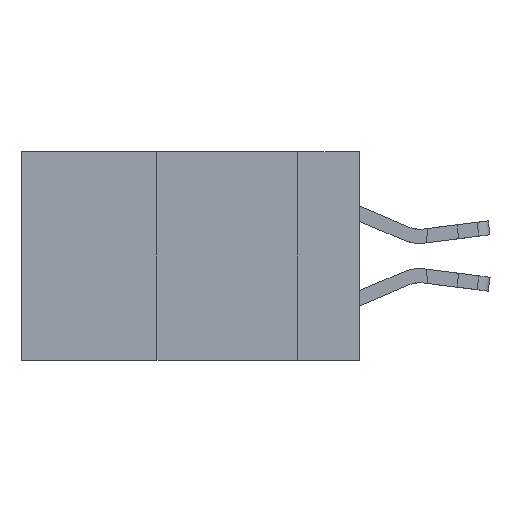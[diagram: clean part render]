
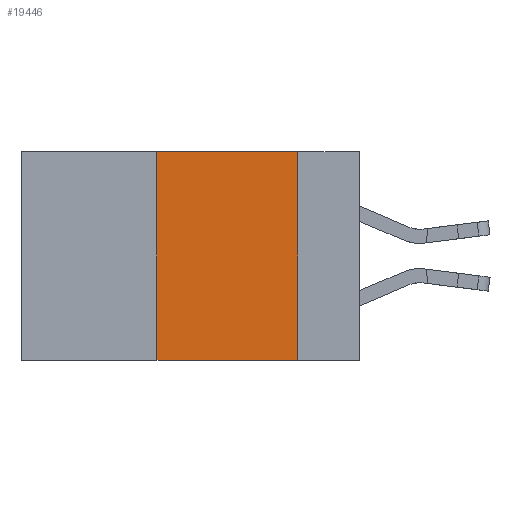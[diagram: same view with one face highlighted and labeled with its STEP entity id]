
A CAD part, left-side view. The second image highlights one B-rep face of the part: STEP entity #19446.
In plain terms, the highlighted planar face has unit normal (-1, 0, 0).
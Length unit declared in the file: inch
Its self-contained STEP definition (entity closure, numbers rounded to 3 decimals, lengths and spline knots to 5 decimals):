
#2422 = PLANE ( 'NONE',  #3037 ) ;
#2618 = CARTESIAN_POINT ( 'NONE',  ( 0., 0.11, 0. ) ) ;
#3037 = AXIS2_PLACEMENT_3D ( 'NONE', #4496, #21992, #8962 ) ;
#4496 = CARTESIAN_POINT ( 'NONE',  ( 0., 0.6, 0. ) ) ;
#4699 = EDGE_CURVE ( 'NONE', #24795, #27244, #14753, .T. ) ;
#5380 = EDGE_CURVE ( 'NONE', #9653, #27804, #20502, .T. ) ;
#6818 = EDGE_CURVE ( 'NONE', #27804, #27244, #12849, .T. ) ;
#6856 = DIRECTION ( 'NONE',  ( 0., 0., -1. ) ) ;
#8962 = DIRECTION ( 'NONE',  ( 0., 0., -1. ) ) ;
#9625 = ORIENTED_EDGE ( 'NONE', *, *, #5380, .F. ) ;
#9653 = VERTEX_POINT ( 'NONE', #26866 ) ;
#10069 = CARTESIAN_POINT ( 'NONE',  ( 0., 0.11, 0. ) ) ;
#11250 = VECTOR ( 'NONE', #17558, 39.37008 ) ;
#12409 = DIRECTION ( 'NONE',  ( 0., -1., 0. ) ) ;
#12849 = LINE ( 'NONE', #2618, #19992 ) ;
#14418 = EDGE_LOOP ( 'NONE', ( #18922, #9625, #16246, #25864 ) ) ;
#14753 = LINE ( 'NONE', #25133, #15776 ) ;
#15280 = CARTESIAN_POINT ( 'NONE',  ( 0., 0.36, 0. ) ) ;
#15331 = FACE_OUTER_BOUND ( 'NONE', #14418, .T. ) ;
#15776 = VECTOR ( 'NONE', #19173, 39.37008 ) ;
#16246 = ORIENTED_EDGE ( 'NONE', *, *, #17588, .F. ) ;
#17558 = DIRECTION ( 'NONE',  ( 0., 0., 1. ) ) ;
#17588 = EDGE_CURVE ( 'NONE', #24795, #9653, #23174, .T. ) ;
#18868 = CARTESIAN_POINT ( 'NONE',  ( 0., 0.6, 0. ) ) ;
#18922 = ORIENTED_EDGE ( 'NONE', *, *, #6818, .F. ) ;
#19173 = DIRECTION ( 'NONE',  ( 0., -1., 0. ) ) ;
#19446 = ADVANCED_FACE ( 'NONE', ( #15331 ), #2422, .F. ) ;
#19992 = VECTOR ( 'NONE', #6856, 39.37008 ) ;
#20502 = LINE ( 'NONE', #18868, #25617 ) ;
#21992 = DIRECTION ( 'NONE',  ( 1., 0., 0. ) ) ;
#22321 = CARTESIAN_POINT ( 'NONE',  ( 0., 0.36, -0.37 ) ) ;
#23174 = LINE ( 'NONE', #15280, #11250 ) ;
#24795 = VERTEX_POINT ( 'NONE', #22321 ) ;
#25133 = CARTESIAN_POINT ( 'NONE',  ( 0., 0.6, -0.37 ) ) ;
#25191 = CARTESIAN_POINT ( 'NONE',  ( 0., 0.11, -0.37 ) ) ;
#25617 = VECTOR ( 'NONE', #12409, 39.37008 ) ;
#25864 = ORIENTED_EDGE ( 'NONE', *, *, #4699, .T. ) ;
#26866 = CARTESIAN_POINT ( 'NONE',  ( 0., 0.36, 0. ) ) ;
#27244 = VERTEX_POINT ( 'NONE', #25191 ) ;
#27804 = VERTEX_POINT ( 'NONE', #10069 ) ;
